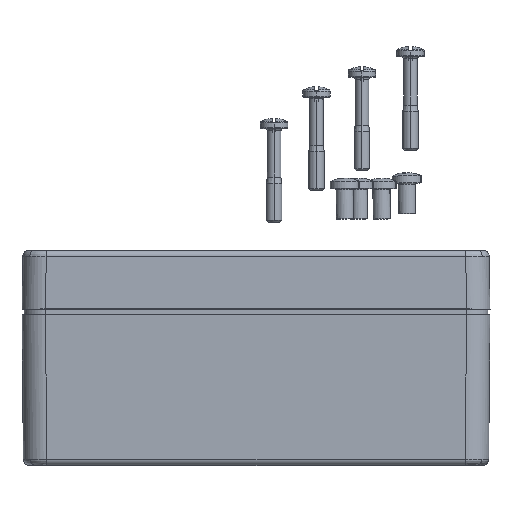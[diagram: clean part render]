
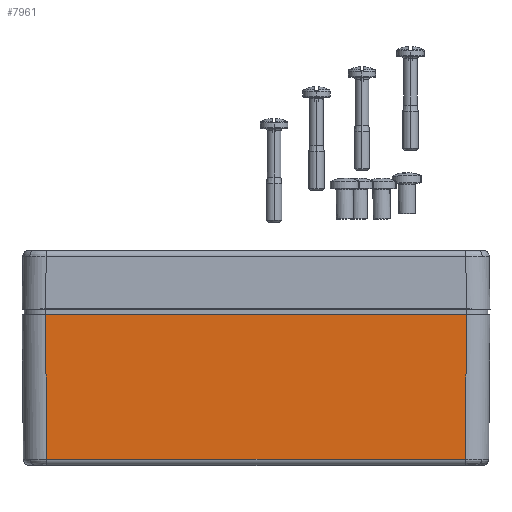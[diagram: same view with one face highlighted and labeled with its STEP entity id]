
A CAD part, top view. The second image highlights one B-rep face of the part: STEP entity #7961.
In plain terms, the highlighted planar face has unit normal (0, -0.008, 1).
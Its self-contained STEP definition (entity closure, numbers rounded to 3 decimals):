
#2466 = VERTEX_POINT ( 'NONE', #10128 ) ;
#2575 = EDGE_CURVE ( 'NONE', #2466, #2578, #10644, .T. ) ;
#2578 = VERTEX_POINT ( 'NONE', #10639 ) ;
#3709 = VERTEX_POINT ( 'NONE', #14444 ) ;
#3886 = EDGE_CURVE ( 'NONE', #4484, #3709, #15303, .T. ) ;
#4484 = VERTEX_POINT ( 'NONE', #17589 ) ;
#6842 = EDGE_LOOP ( 'NONE', ( #7276, #11839, #11840, #8688 ) ) ;
#7276 = ORIENTED_EDGE ( 'NONE', *, *, #7283, .T. ) ;
#7283 = EDGE_CURVE ( 'NONE', #3709, #2466, #18842, .T. ) ;
#7961 = ADVANCED_FACE ( 'NONE', ( #18953 ), #18952, .T. ) ;
#8688 = ORIENTED_EDGE ( 'NONE', *, *, #3886, .T. ) ;
#10128 = CARTESIAN_POINT ( 'NONE',  ( 53.975, -3., 39.975 ) ) ;
#10639 = CARTESIAN_POINT ( 'NONE',  ( -53.975, -3., 39.975 ) ) ;
#10641 = DIRECTION ( 'NONE',  ( -1., 0., 0. ) ) ;
#10642 = VECTOR ( 'NONE', #10641, 1000. ) ;
#10643 = CARTESIAN_POINT ( 'NONE',  ( -60., -3., 39.975 ) ) ;
#10644 = LINE ( 'NONE', #10643, #10642 ) ;
#11820 = EDGE_CURVE ( 'NONE', #2578, #4484, #20482, .T. ) ;
#11839 = ORIENTED_EDGE ( 'NONE', *, *, #2575, .T. ) ;
#11840 = ORIENTED_EDGE ( 'NONE', *, *, #11820, .T. ) ;
#14444 = CARTESIAN_POINT ( 'NONE',  ( 53.665, -40.013, 39.665 ) ) ;
#15299 = DIRECTION ( 'NONE',  ( 1., 0., 0. ) ) ;
#15300 = VECTOR ( 'NONE', #15299, 1000. ) ;
#15301 = CARTESIAN_POINT ( 'NONE',  ( -60., -40.013, 39.665 ) ) ;
#15303 = LINE ( 'NONE', #15301, #15300 ) ;
#17589 = CARTESIAN_POINT ( 'NONE',  ( -53.665, -40.013, 39.665 ) ) ;
#18839 = DIRECTION ( 'NONE',  ( 0.008, 1., 0.008 ) ) ;
#18840 = VECTOR ( 'NONE', #18839, 1000. ) ;
#18841 = CARTESIAN_POINT ( 'NONE',  ( 53.992, -0.955, 39.992 ) ) ;
#18842 = LINE ( 'NONE', #18841, #18840 ) ;
#18951 = AXIS2_PLACEMENT_3D ( 'NONE', #19053, #19052, #19051 ) ;
#18952 = PLANE ( 'NONE',  #18951 ) ;
#18953 = FACE_OUTER_BOUND ( 'NONE', #6842, .T. ) ;
#19051 = DIRECTION ( 'NONE',  ( 0., -1., -0.008 ) ) ;
#19052 = DIRECTION ( 'NONE',  ( 0., -0.008, 1. ) ) ;
#19053 = CARTESIAN_POINT ( 'NONE',  ( -60., 0., 40. ) ) ;
#20479 = DIRECTION ( 'NONE',  ( 0.008, -1., -0.008 ) ) ;
#20480 = VECTOR ( 'NONE', #20479, 1000. ) ;
#20481 = CARTESIAN_POINT ( 'NONE',  ( -54.001, 0.05, 40. ) ) ;
#20482 = LINE ( 'NONE', #20481, #20480 ) ;
